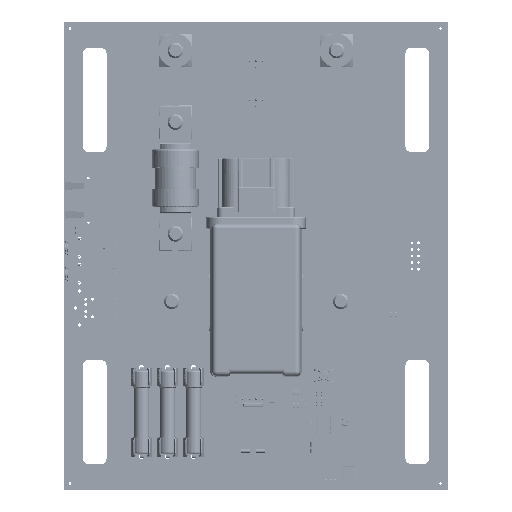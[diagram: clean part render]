
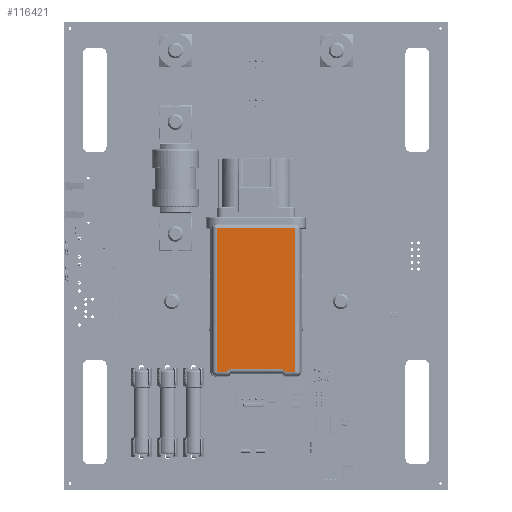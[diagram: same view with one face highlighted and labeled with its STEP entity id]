
A CAD part, top view. The second image highlights one B-rep face of the part: STEP entity #116421.
In plain terms, the highlighted face is planar.
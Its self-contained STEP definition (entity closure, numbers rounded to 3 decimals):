
#115851 = VERTEX_POINT('',#115852);
#115852 = CARTESIAN_POINT('',(-15.186,23.,-26.964));
#115874 = EDGE_CURVE('',#115875,#115851,#115877,.T.);
#115875 = VERTEX_POINT('',#115876);
#115876 = CARTESIAN_POINT('',(-15.186,23.,-82.036));
#115877 = LINE('',#115878,#115879);
#115878 = CARTESIAN_POINT('',(-15.186,23.,-82.036));
#115879 = VECTOR('',#115880,1.);
#115880 = DIRECTION('',(0.,0.,1.));
#115934 = EDGE_CURVE('',#115935,#115875,#115937,.T.);
#115935 = VERTEX_POINT('',#115936);
#115936 = CARTESIAN_POINT('',(-11.279,23.,-82.036));
#115937 = LINE('',#115938,#115939);
#115938 = CARTESIAN_POINT('',(-11.279,23.,-82.036));
#115939 = VECTOR('',#115940,1.);
#115940 = DIRECTION('',(-1.,0.,0.));
#116169 = VERTEX_POINT('',#116170);
#116170 = CARTESIAN_POINT('',(11.279,23.,-82.036));
#116247 = EDGE_CURVE('',#116248,#116169,#116250,.T.);
#116248 = VERTEX_POINT('',#116249);
#116249 = CARTESIAN_POINT('',(15.186,23.,-82.036));
#116250 = LINE('',#116251,#116252);
#116251 = CARTESIAN_POINT('',(15.186,23.,-82.036));
#116252 = VECTOR('',#116253,1.);
#116253 = DIRECTION('',(-1.,0.,0.));
#116298 = EDGE_CURVE('',#116299,#116248,#116301,.T.);
#116299 = VERTEX_POINT('',#116300);
#116300 = CARTESIAN_POINT('',(15.186,23.,-26.964));
#116301 = LINE('',#116302,#116303);
#116302 = CARTESIAN_POINT('',(15.186,23.,-26.964));
#116303 = VECTOR('',#116304,1.);
#116304 = DIRECTION('',(0.,0.,-1.));
#116411 = EDGE_CURVE('',#116299,#115851,#116412,.T.);
#116412 = LINE('',#116413,#116414);
#116413 = CARTESIAN_POINT('',(15.186,23.,-26.964));
#116414 = VECTOR('',#116415,1.);
#116415 = DIRECTION('',(-1.,0.,0.));
#116421 = ADVANCED_FACE('',(#116422),#116461,.T.);
#116422 = FACE_BOUND('',#116423,.F.);
#116423 = EDGE_LOOP('',(#116424,#116437,#116438,#116439,#116440,#116441,
    #116442,#116455));
#116424 = ORIENTED_EDGE('',*,*,#116425,.F.);
#116425 = EDGE_CURVE('',#116169,#116426,#116428,.T.);
#116426 = VERTEX_POINT('',#116427);
#116427 = CARTESIAN_POINT('',(10.107,23.,-81.136));
#116428 = B_SPLINE_CURVE_WITH_KNOTS('',3,(#116429,#116430,#116431,
    #116432,#116433,#116434,#116435,#116436),.UNSPECIFIED.,.F.,.F.,(4,1,
    1,1,1,4),(0.,0.2,0.4,0.6,0.8,1.),.QUASI_UNIFORM_KNOTS.);
#116429 = CARTESIAN_POINT('',(11.279,23.,-82.036));
#116430 = CARTESIAN_POINT('',(11.225,23.,
    -81.947));
#116431 = CARTESIAN_POINT('',(11.104,23.,
    -81.782));
#116432 = CARTESIAN_POINT('',(10.875,23.,
    -81.567));
#116433 = CARTESIAN_POINT('',(10.628,23.,
    -81.397));
#116434 = CARTESIAN_POINT('',(10.376,23.,
    -81.261));
#116435 = CARTESIAN_POINT('',(10.197,22.999,
    -81.177));
#116436 = CARTESIAN_POINT('',(10.107,23.,-81.136));
#116437 = ORIENTED_EDGE('',*,*,#116247,.F.);
#116438 = ORIENTED_EDGE('',*,*,#116298,.F.);
#116439 = ORIENTED_EDGE('',*,*,#116411,.T.);
#116440 = ORIENTED_EDGE('',*,*,#115874,.F.);
#116441 = ORIENTED_EDGE('',*,*,#115934,.F.);
#116442 = ORIENTED_EDGE('',*,*,#116443,.F.);
#116443 = EDGE_CURVE('',#116444,#115935,#116446,.T.);
#116444 = VERTEX_POINT('',#116445);
#116445 = CARTESIAN_POINT('',(-10.107,23.,-81.136));
#116446 = B_SPLINE_CURVE_WITH_KNOTS('',3,(#116447,#116448,#116449,
    #116450,#116451,#116452,#116453,#116454),.UNSPECIFIED.,.F.,.F.,(4,1,
    1,1,1,4),(0.,0.2,0.4,0.6,0.8,1.),.QUASI_UNIFORM_KNOTS.);
#116447 = CARTESIAN_POINT('',(-10.107,23.,-81.136));
#116448 = CARTESIAN_POINT('',(-10.197,22.999,
    -81.177));
#116449 = CARTESIAN_POINT('',(-10.375,23.,
    -81.26));
#116450 = CARTESIAN_POINT('',(-10.627,23.,
    -81.397));
#116451 = CARTESIAN_POINT('',(-10.876,23.,
    -81.567));
#116452 = CARTESIAN_POINT('',(-11.104,23.,
    -81.782));
#116453 = CARTESIAN_POINT('',(-11.225,23.,
    -81.947));
#116454 = CARTESIAN_POINT('',(-11.279,23.,-82.036));
#116455 = ORIENTED_EDGE('',*,*,#116456,.F.);
#116456 = EDGE_CURVE('',#116426,#116444,#116457,.T.);
#116457 = LINE('',#116458,#116459);
#116458 = CARTESIAN_POINT('',(10.107,23.,-81.136));
#116459 = VECTOR('',#116460,1.);
#116460 = DIRECTION('',(-1.,0.,0.));
#116461 = PLANE('',#116462);
#116462 = AXIS2_PLACEMENT_3D('',#116463,#116464,#116465);
#116463 = CARTESIAN_POINT('',(-17.15,23.,-83.721));
#116464 = DIRECTION('',(0.,1.,0.));
#116465 = DIRECTION('',(0.,-0.,1.));
